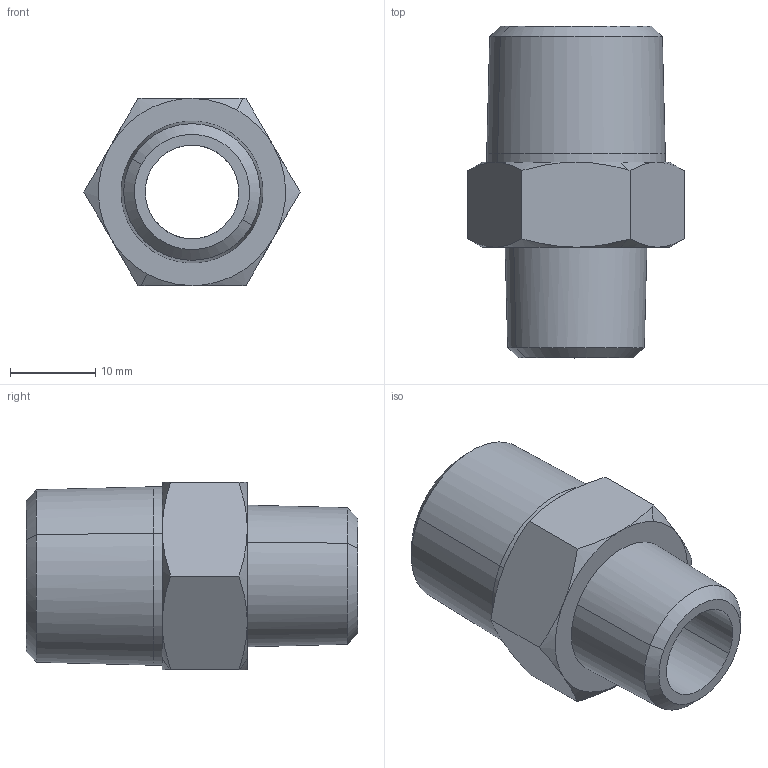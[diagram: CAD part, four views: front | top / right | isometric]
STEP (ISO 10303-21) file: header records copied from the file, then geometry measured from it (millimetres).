
FILE_DESCRIPTION(( 'RA.12B38.12.stp' ), '1');
FILE_NAME( 'RA.12B38.12.stp', '2018-11-09T15:45:56',( 'Sopra'),('sopra-pneumatic.com'), 'SwSTEP 2.0','SolidWorks 2009','' );
FILE_SCHEMA (('CONFIG_CONTROL_DESIGN'));
Length unit declared in the file: millimetre
Products named in the file (1): Document
Bounding box: 25.4 x 39 x 22 mm (x, y, z)
Volume: 4694.6 mm3; surface area: 5709.5 mm2
Topology: 1 solids, 38 shells, 47 faces, 188 edges, 180 vertices
Faces by surface type: bspline 36, plane 11
Entity records: 2649 total; most frequent: CARTESIAN_POINT 1610, ORIENTED_EDGE 208, EDGE_CURVE 188, VERTEX_POINT 180, B_SPLINE_CURVE_WITH_KNOTS 108, EDGE_LOOP 52, ADVANCED_FACE 47, FACE_OUTER_BOUND 47
